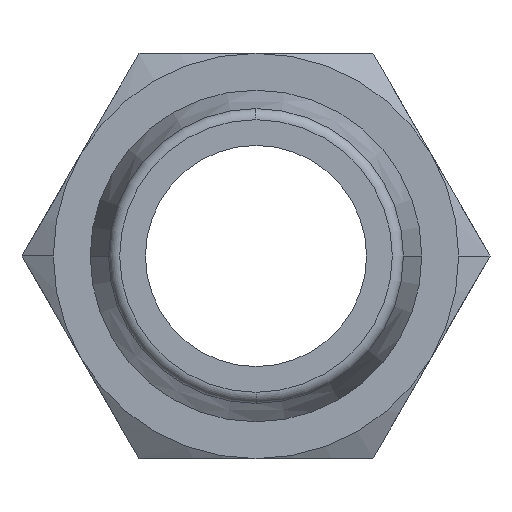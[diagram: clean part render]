
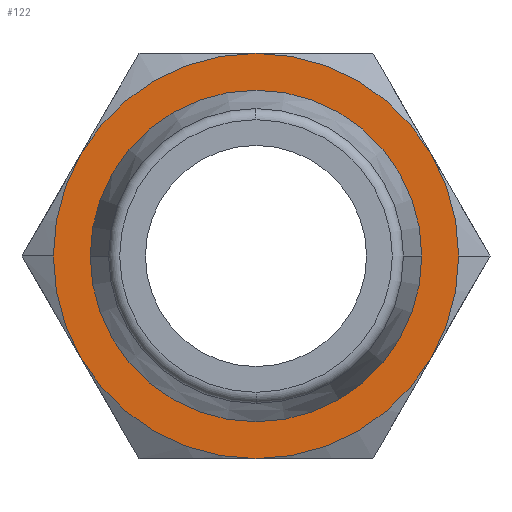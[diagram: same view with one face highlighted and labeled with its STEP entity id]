
A CAD part, front view. The second image highlights one B-rep face of the part: STEP entity #122.
In plain terms, the highlighted planar face has unit normal (0, -1, 0).
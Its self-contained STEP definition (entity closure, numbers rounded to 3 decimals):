
#122=ADVANCED_FACE('',(#254,#255),#256,.T.);
#254=FACE_OUTER_BOUND('',#391,.T.);
#255=FACE_BOUND('',#392,.T.);
#256=PLANE('',#393);
#391=EDGE_LOOP('',(#671,#672,#673,#674,#675,#676,#677,#678));
#392=EDGE_LOOP('',(#679,#680));
#393=AXIS2_PLACEMENT_3D('',#681,#682,#683);
#671=ORIENTED_EDGE('',*,*,#822,.T.);
#672=ORIENTED_EDGE('',*,*,#893,.T.);
#673=ORIENTED_EDGE('',*,*,#879,.T.);
#674=ORIENTED_EDGE('',*,*,#894,.T.);
#675=ORIENTED_EDGE('',*,*,#786,.T.);
#676=ORIENTED_EDGE('',*,*,#895,.T.);
#677=ORIENTED_EDGE('',*,*,#896,.T.);
#678=ORIENTED_EDGE('',*,*,#834,.T.);
#679=ORIENTED_EDGE('',*,*,#897,.F.);
#680=ORIENTED_EDGE('',*,*,#865,.F.);
#681=CARTESIAN_POINT('',(-2.75,14.0,0.0));
#682=DIRECTION('',(0.,-1.0,0.0));
#683=DIRECTION('',(-1.0,0.,0.0));
#786=EDGE_CURVE('',#921,#918,#922,.T.);
#822=EDGE_CURVE('',#971,#979,#981,.T.);
#834=EDGE_CURVE('',#961,#971,#1001,.T.);
#865=EDGE_CURVE('',#1043,#1045,#1046,.T.);
#879=EDGE_CURVE('',#1051,#1063,#1065,.T.);
#893=EDGE_CURVE('',#979,#1051,#1079,.T.);
#894=EDGE_CURVE('',#1063,#921,#1080,.T.);
#895=EDGE_CURVE('',#918,#1009,#1081,.T.);
#896=EDGE_CURVE('',#1009,#961,#1082,.T.);
#897=EDGE_CURVE('',#1045,#1043,#1083,.T.);
#918=VERTEX_POINT('',#1104);
#921=VERTEX_POINT('',#1108);
#922=CIRCLE('',#1109,5.5);
#961=VERTEX_POINT('',#1177);
#971=VERTEX_POINT('',#1212);
#979=VERTEX_POINT('',#1244);
#981=CIRCLE('',#1247,5.5);
#1001=CIRCLE('',#1271,5.5);
#1009=VERTEX_POINT('',#1282);
#1043=VERTEX_POINT('',#1344);
#1045=VERTEX_POINT('',#1347);
#1046=CIRCLE('',#1348,4.5);
#1051=VERTEX_POINT('',#1354);
#1063=VERTEX_POINT('',#1391);
#1065=CIRCLE('',#1404,5.5);
#1079=CIRCLE('',#1429,5.5);
#1080=CIRCLE('',#1430,5.5);
#1081=CIRCLE('',#1431,5.5);
#1082=CIRCLE('',#1432,5.5);
#1083=CIRCLE('',#1433,4.5);
#1104=CARTESIAN_POINT('',(5.5,14.0,0.));
#1108=CARTESIAN_POINT('',(4.763,14.0,-2.75));
#1109=AXIS2_PLACEMENT_3D('',#1458,#1459,#1460);
#1177=CARTESIAN_POINT('',(0.,14.0,5.5));
#1212=CARTESIAN_POINT('',(-4.763,14.0,2.75));
#1244=CARTESIAN_POINT('',(-5.5,14.0,0.));
#1247=AXIS2_PLACEMENT_3D('',#1501,#1502,#1503);
#1271=AXIS2_PLACEMENT_3D('',#1520,#1521,#1522);
#1282=CARTESIAN_POINT('',(4.763,14.0,2.75));
#1344=CARTESIAN_POINT('',(4.5,14.0,0.));
#1347=CARTESIAN_POINT('',(-4.5,14.0,0.));
#1348=AXIS2_PLACEMENT_3D('',#1566,#1567,#1568);
#1354=CARTESIAN_POINT('',(-4.763,14.0,-2.75));
#1391=CARTESIAN_POINT('',(0.,14.0,-5.5));
#1404=AXIS2_PLACEMENT_3D('',#1579,#1580,#1581);
#1429=AXIS2_PLACEMENT_3D('',#1597,#1598,#1599);
#1430=AXIS2_PLACEMENT_3D('',#1600,#1601,#1602);
#1431=AXIS2_PLACEMENT_3D('',#1603,#1604,#1605);
#1432=AXIS2_PLACEMENT_3D('',#1606,#1607,#1608);
#1433=AXIS2_PLACEMENT_3D('',#1609,#1610,#1611);
#1458=CARTESIAN_POINT('',(0.,14.0,0.0));
#1459=DIRECTION('',(0.,-1.0,0.0));
#1460=DIRECTION('',(-1.0,0.,0.0));
#1501=CARTESIAN_POINT('',(0.,14.0,0.0));
#1502=DIRECTION('',(0.,-1.0,0.0));
#1503=DIRECTION('',(-1.0,0.,0.0));
#1520=CARTESIAN_POINT('',(0.,14.0,0.0));
#1521=DIRECTION('',(0.,-1.0,0.0));
#1522=DIRECTION('',(-1.0,0.,0.0));
#1566=CARTESIAN_POINT('',(0.0,14.0,0.0));
#1567=DIRECTION('',(0.,-1.0,0.0));
#1568=DIRECTION('',(1.0,0.,0.0));
#1579=CARTESIAN_POINT('',(0.,14.0,0.0));
#1580=DIRECTION('',(0.,-1.0,0.0));
#1581=DIRECTION('',(-1.0,0.,0.0));
#1597=CARTESIAN_POINT('',(0.,14.0,0.0));
#1598=DIRECTION('',(0.,-1.0,0.0));
#1599=DIRECTION('',(-1.0,0.,0.0));
#1600=CARTESIAN_POINT('',(0.,14.0,0.0));
#1601=DIRECTION('',(0.,-1.0,0.0));
#1602=DIRECTION('',(-1.0,0.,0.0));
#1603=CARTESIAN_POINT('',(0.,14.0,0.0));
#1604=DIRECTION('',(0.,-1.0,0.0));
#1605=DIRECTION('',(-1.0,0.,0.0));
#1606=CARTESIAN_POINT('',(0.,14.0,0.0));
#1607=DIRECTION('',(0.,-1.0,0.0));
#1608=DIRECTION('',(-1.0,0.,0.0));
#1609=CARTESIAN_POINT('',(0.0,14.0,0.0));
#1610=DIRECTION('',(0.,-1.0,0.0));
#1611=DIRECTION('',(1.0,0.,0.0));
